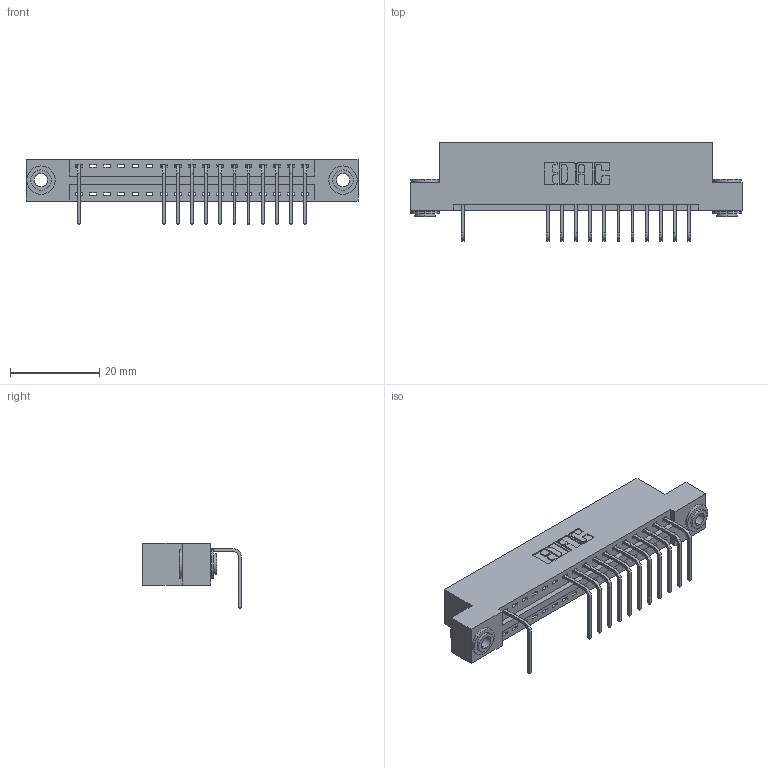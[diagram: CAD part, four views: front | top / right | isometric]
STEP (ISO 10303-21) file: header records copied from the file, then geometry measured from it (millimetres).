
FILE_DESCRIPTION (( 'STEP AP203' ), '1' );
FILE_NAME ('346-017-558-103.STEP', '2018-08-20T06:28:40', ( '' ), ( '' ), 'SwSTEP 2.0', 'SolidWorks 2016', '' );
FILE_SCHEMA (( 'CONFIG_CONTROL_DESIGN' ));
Length unit declared in the file: inch
Products named in the file (4): 346 Part_Flush Mounting Lugs - 0.156 Dia-TH; 345-292-001_558 Tail - 2; 345-250-002_345-250-002-102; 346-017-558-103
Assembly tree (15 placements, depth 2):
  346-017-558-103
    346 Part_Flush Mounting Lugs - 0.156 Dia-TH
    345-292-001_558 Tail - 2  x12
    345-250-002_345-250-002-102  x2
Bounding box: 74.55 x 22.16 x 14.73 mm (x, y, z)
Volume: 6965.9 mm3; surface area: 8586.8 mm2
Topology: 15 solids, 15 shells, 940 faces, 2799 edges, 1846 vertices
Faces by surface type: plane 640, cylinder 292, cone 8
Entity records: 14490 total; most frequent: CARTESIAN_POINT 2493, ORIENTED_EDGE 2442, DIRECTION 2255, EDGE_CURVE 1221, LINE 997, VECTOR 997, VERTEX_POINT 810, AXIS2_PLACEMENT_3D 629
